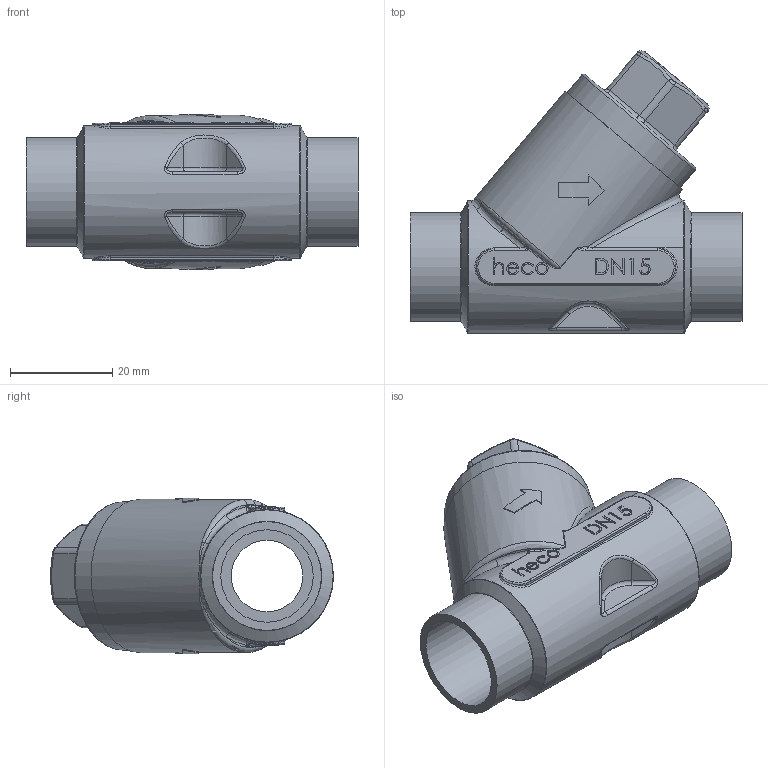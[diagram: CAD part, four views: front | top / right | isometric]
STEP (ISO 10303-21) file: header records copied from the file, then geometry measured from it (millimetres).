
FILE_DESCRIPTION (( 'STEP AP214' ), '1' );
FILE_NAME ('RV-012-00S-4 Rückschlagventil SE 2204.STEP', '2022-04-06T12:26:12', ( '' ), ( '' ), 'SwSTEP 2.0', 'SolidWorks 2019', '' );
FILE_SCHEMA (( 'AUTOMOTIVE_DESIGN' ));
Length unit declared in the file: millimetre
Products named in the file (1): RV-012-00S-4 Rückschlagventil SE 2204
Bounding box: 65 x 55.37 x 30.4 mm (x, y, z)
Volume: 35409.3 mm3; surface area: 12065.2 mm2
Topology: 1 solids, 1 shells, 478 faces, 1217 edges, 771 vertices
Faces by surface type: bspline 205, plane 189, cylinder 57, torus 24, cone 3
Full cylindrical faces by diameter (mm): 14 x1, 18.1 x2, 21.3 x2, 26 x1, 29 x1, 30 x1
Entity records: 26590 total; most frequent: CARTESIAN_POINT 14107, ORIENTED_EDGE 2374, DIRECTION 1432, EDGE_CURVE 1187, VERTEX_POINT 762, VECTOR 570, LINE 570, EDGE_LOOP 529
